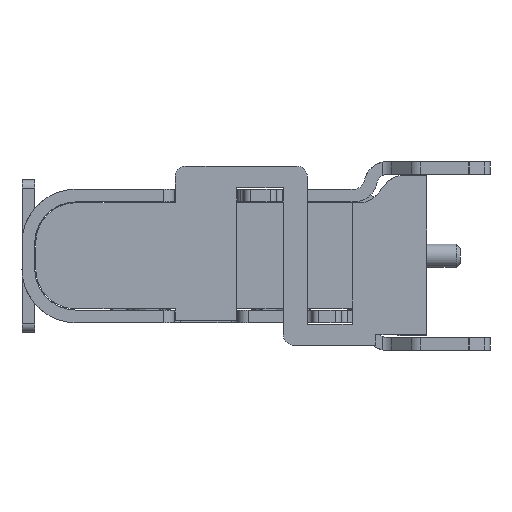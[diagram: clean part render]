
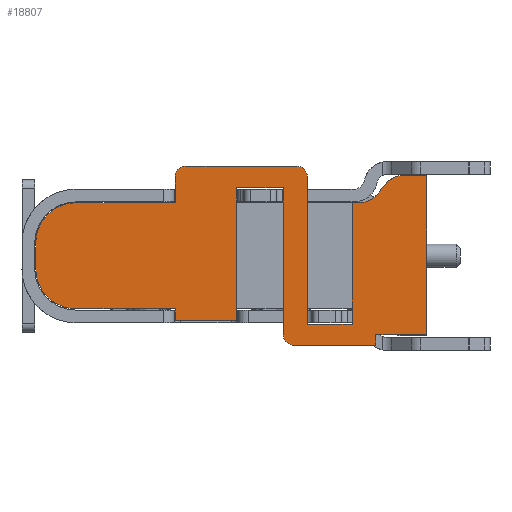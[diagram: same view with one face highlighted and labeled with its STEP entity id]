
A CAD part, left-side view. The second image highlights one B-rep face of the part: STEP entity #18807.
In plain terms, the highlighted planar face has unit normal (-1, 0, 0).
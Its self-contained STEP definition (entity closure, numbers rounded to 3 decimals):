
#1815=DIRECTION('',(0.,1.,0.));
#1816=VECTOR('',#1815,1.45);
#1817=CARTESIAN_POINT('',(-20.661,19.013,
-3.76));
#1818=LINE('',#1817,#1816);
#1832=DIRECTION('',(0.,-1.,0.));
#1833=VECTOR('',#1832,1.941);
#1834=CARTESIAN_POINT('',(-20.661,17.658,-4.34));
#1835=LINE('',#1834,#1833);
#1836=CARTESIAN_POINT('',(-20.661,17.658,-4.09));
#1837=DIRECTION('',(-1.,0.,0.));
#1838=DIRECTION('',(0.,1.,0.));
#1839=AXIS2_PLACEMENT_3D('',#1836,#1837,#1838);
#1841=DIRECTION('',(0.,0.,-1.));
#1842=VECTOR('',#1841,3.47);
#1843=CARTESIAN_POINT('',(-20.661,17.908,
-0.62));
#1844=LINE('',#1843,#1842);
#1845=DIRECTION('',(0.,-1.,0.));
#1846=VECTOR('',#1845,1.105);
#1847=CARTESIAN_POINT('',(-20.661,19.013,
-0.62));
#1848=LINE('',#1847,#1846);
#1849=DIRECTION('',(0.,0.,1.));
#1850=VECTOR('',#1849,3.14);
#1851=CARTESIAN_POINT('',(-20.661,19.013,
-3.76));
#1852=LINE('',#1851,#1850);
#1853=DIRECTION('',(0.,0.,-1.));
#1854=VECTOR('',#1853,0.28);
#1855=CARTESIAN_POINT('',(-20.661,20.463,-3.48));
#1856=LINE('',#1855,#1854);
#1857=DIRECTION('',(0.,-1.,0.));
#1858=VECTOR('',#1857,2.35);
#1859=CARTESIAN_POINT('',(-20.661,22.813,-3.48));
#1860=LINE('',#1859,#1858);
#1861=CARTESIAN_POINT('',(-20.661,22.813,-2.53));
#1862=DIRECTION('',(-1.,0.,0.));
#1863=DIRECTION('',(0.,1.,0.));
#1864=AXIS2_PLACEMENT_3D('',#1861,#1862,#1863);
#1866=DIRECTION('',(0.,0.,-1.));
#1867=VECTOR('',#1866,0.61);
#1868=CARTESIAN_POINT('',(-20.661,23.763,
-1.92));
#1869=LINE('',#1868,#1867);
#1870=CARTESIAN_POINT('',(-20.661,22.813,-1.92));
#1871=DIRECTION('',(-1.,0.,0.));
#1872=DIRECTION('',(0.,0.,1.));
#1873=AXIS2_PLACEMENT_3D('',#1870,#1871,#1872);
#1875=DIRECTION('',(0.,1.,0.));
#1876=VECTOR('',#1875,2.35);
#1877=CARTESIAN_POINT('',(-20.661,20.463,
-0.97));
#1878=LINE('',#1877,#1876);
#1879=DIRECTION('',(0.,0.,-1.));
#1880=VECTOR('',#1879,0.615);
#1881=CARTESIAN_POINT('',(-20.661,20.463,
-0.355));
#1882=LINE('',#1881,#1880);
#1883=CARTESIAN_POINT('',(-20.661,20.213,
-0.355));
#1884=DIRECTION('',(-1.,0.,0.));
#1885=DIRECTION('',(0.,0.,1.));
#1886=AXIS2_PLACEMENT_3D('',#1883,#1884,#1885);
#1888=DIRECTION('',(0.,1.,0.));
#1889=VECTOR('',#1888,2.625);
#1890=CARTESIAN_POINT('',(-20.661,17.588,
-0.105));
#1891=LINE('',#1890,#1889);
#1892=CARTESIAN_POINT('',(-20.661,17.588,
-0.355));
#1893=DIRECTION('',(-1.,0.,0.));
#1894=DIRECTION('',(0.,-1.,0.));
#1895=AXIS2_PLACEMENT_3D('',#1892,#1893,#1894);
#1897=DIRECTION('',(0.,0.,1.));
#1898=VECTOR('',#1897,3.485);
#1899=CARTESIAN_POINT('',(-20.661,17.338,-3.84));
#1900=LINE('',#1899,#1898);
#1901=DIRECTION('',(0.,1.,0.));
#1902=VECTOR('',#1901,1.06);
#1903=CARTESIAN_POINT('',(-20.661,16.278,-3.84));
#1904=LINE('',#1903,#1902);
#1905=DIRECTION('',(0.,0.,-1.));
#1906=VECTOR('',#1905,2.87);
#1907=CARTESIAN_POINT('',(-20.661,16.278,
-0.97));
#1908=LINE('',#1907,#1906);
#1909=DIRECTION('',(0.,1.,0.));
#1910=VECTOR('',#1909,0.19);
#1911=CARTESIAN_POINT('',(-20.661,16.088,
-0.97));
#1912=LINE('',#1911,#1910);
#1913=CARTESIAN_POINT('',(-20.661,16.088,
-0.47));
#1914=DIRECTION('',(1.,0.,0.));
#1915=DIRECTION('',(0.,-0.766,-0.643));
#1916=AXIS2_PLACEMENT_3D('',#1913,#1914,#1915);
#1918=DIRECTION('',(0.,0.643,-0.766));
#1919=VECTOR('',#1918,0.369);
#1920=CARTESIAN_POINT('',(-20.661,15.468,
-0.509));
#1921=LINE('',#1920,#1919);
#1922=CARTESIAN_POINT('',(-20.661,15.085,
-0.83));
#1923=DIRECTION('',(-1.,0.,0.));
#1924=DIRECTION('',(0.,0.,1.));
#1925=AXIS2_PLACEMENT_3D('',#1922,#1923,#1924);
#1927=DIRECTION('',(0.,1.,0.));
#1928=VECTOR('',#1927,0.568);
#1929=CARTESIAN_POINT('',(-20.661,14.517,
-0.33));
#1930=LINE('',#1929,#1928);
#1931=DIRECTION('',(0.,0.,1.));
#1932=VECTOR('',#1931,3.76);
#1933=CARTESIAN_POINT('',(-20.661,14.517,-4.09));
#1934=LINE('',#1933,#1932);
#1935=DIRECTION('',(0.,-1.,0.));
#1936=VECTOR('',#1935,1.2);
#1937=CARTESIAN_POINT('',(-20.661,15.717,-4.09));
#1938=LINE('',#1937,#1936);
#1939=DIRECTION('',(0.,0.,1.));
#1940=VECTOR('',#1939,0.25);
#1941=CARTESIAN_POINT('',(-20.661,15.717,-4.34));
#1942=LINE('',#1941,#1940);
#12226=CARTESIAN_POINT('',(-20.661,22.813,
-0.97));
#12227=CARTESIAN_POINT('',(-20.661,23.763,-1.92));
#12228=VERTEX_POINT('',#12226);
#12229=VERTEX_POINT('',#12227);
#12362=CARTESIAN_POINT('',(-20.661,20.463,
-0.355));
#12363=VERTEX_POINT('',#12362);
#12364=CARTESIAN_POINT('',(-20.661,20.463,
-0.97));
#12365=VERTEX_POINT('',#12364);
#12546=CARTESIAN_POINT('',(-20.661,16.278,-3.84));
#12547=CARTESIAN_POINT('',(-20.661,17.338,-3.84));
#12548=VERTEX_POINT('',#12546);
#12549=VERTEX_POINT('',#12547);
#12550=CARTESIAN_POINT('',(-20.661,17.908,-4.09));
#12551=CARTESIAN_POINT('',(-20.661,17.658,-4.34));
#12552=VERTEX_POINT('',#12550);
#12553=VERTEX_POINT('',#12551);
#12556=CARTESIAN_POINT('',(-20.661,15.717,-4.34));
#12557=VERTEX_POINT('',#12556);
#12558=CARTESIAN_POINT('',(-20.661,14.517,
-0.33));
#12559=CARTESIAN_POINT('',(-20.661,15.085,
-0.33));
#12560=VERTEX_POINT('',#12558);
#12561=VERTEX_POINT('',#12559);
#12566=CARTESIAN_POINT('',(-20.661,15.468,
-0.509));
#12567=VERTEX_POINT('',#12566);
#12570=CARTESIAN_POINT('',(-20.661,15.705,
-0.791));
#12571=CARTESIAN_POINT('',(-20.661,16.088,
-0.97));
#12572=VERTEX_POINT('',#12570);
#12573=VERTEX_POINT('',#12571);
#12580=CARTESIAN_POINT('',(-20.661,19.013,
-3.76));
#12581=CARTESIAN_POINT('',(-20.661,19.013,
-0.62));
#12582=VERTEX_POINT('',#12580);
#12583=VERTEX_POINT('',#12581);
#12584=CARTESIAN_POINT('',(-20.661,17.908,
-0.62));
#12585=VERTEX_POINT('',#12584);
#12588=CARTESIAN_POINT('',(-20.661,14.517,-4.09));
#12589=VERTEX_POINT('',#12588);
#12590=CARTESIAN_POINT('',(-20.661,20.463,
-3.76));
#12591=VERTEX_POINT('',#12590);
#12608=CARTESIAN_POINT('',(-20.661,15.717,-4.09));
#12609=VERTEX_POINT('',#12608);
#12652=CARTESIAN_POINT('',(-20.661,22.813,-3.48));
#12653=VERTEX_POINT('',#12652);
#12654=CARTESIAN_POINT('',(-20.661,20.463,-3.48));
#12655=VERTEX_POINT('',#12654);
#12656=CARTESIAN_POINT('',(-20.661,23.763,
-2.53));
#12657=VERTEX_POINT('',#12656);
#12666=CARTESIAN_POINT('',(-20.661,16.278,
-0.97));
#12667=VERTEX_POINT('',#12666);
#12668=CARTESIAN_POINT('',(-20.661,17.338,
-0.355));
#12669=VERTEX_POINT('',#12668);
#12670=CARTESIAN_POINT('',(-20.661,17.588,
-0.105));
#12671=VERTEX_POINT('',#12670);
#12672=CARTESIAN_POINT('',(-20.661,20.213,
-0.105));
#12673=VERTEX_POINT('',#12672);
#18750=CARTESIAN_POINT('',(-20.661,-464.957,
-0.97));
#18751=DIRECTION('',(1.,0.,0.));
#18752=DIRECTION('',(0.,0.,-1.));
#18753=AXIS2_PLACEMENT_3D('',#18750,#18751,#18752);
#18754=PLANE('',#18753);
#18756=ORIENTED_EDGE('',*,*,#18755,.F.);
#18758=ORIENTED_EDGE('',*,*,#18757,.F.);
#18760=ORIENTED_EDGE('',*,*,#18759,.F.);
#18762=ORIENTED_EDGE('',*,*,#18761,.F.);
#18764=ORIENTED_EDGE('',*,*,#18763,.F.);
#18765=ORIENTED_EDGE('',*,*,#18714,.T.);
#18766=ORIENTED_EDGE('',*,*,#18734,.F.);
#18768=ORIENTED_EDGE('',*,*,#18767,.F.);
#18770=ORIENTED_EDGE('',*,*,#18769,.F.);
#18772=ORIENTED_EDGE('',*,*,#18771,.F.);
#18774=ORIENTED_EDGE('',*,*,#18773,.F.);
#18775=ORIENTED_EDGE('',*,*,#15843,.F.);
#18777=ORIENTED_EDGE('',*,*,#18776,.F.);
#18779=ORIENTED_EDGE('',*,*,#18778,.F.);
#18781=ORIENTED_EDGE('',*,*,#18780,.F.);
#18783=ORIENTED_EDGE('',*,*,#18782,.F.);
#18785=ORIENTED_EDGE('',*,*,#18784,.F.);
#18787=ORIENTED_EDGE('',*,*,#18786,.F.);
#18789=ORIENTED_EDGE('',*,*,#18788,.F.);
#18790=ORIENTED_EDGE('',*,*,#15820,.F.);
#18792=ORIENTED_EDGE('',*,*,#18791,.F.);
#18794=ORIENTED_EDGE('',*,*,#18793,.F.);
#18796=ORIENTED_EDGE('',*,*,#18795,.F.);
#18798=ORIENTED_EDGE('',*,*,#18797,.F.);
#18800=ORIENTED_EDGE('',*,*,#18799,.F.);
#18802=ORIENTED_EDGE('',*,*,#18801,.F.);
#18804=ORIENTED_EDGE('',*,*,#18803,.F.);
#18805=EDGE_LOOP('',(#18756,#18758,#18760,#18762,#18764,#18765,#18766,#18768,
#18770,#18772,#18774,#18775,#18777,#18779,#18781,#18783,#18785,#18787,#18789,
#18790,#18792,#18794,#18796,#18798,#18800,#18802,#18804));
#18806=FACE_OUTER_BOUND('',#18805,.F.);
#1840=CIRCLE('',#1839,0.25);
#1865=CIRCLE('',#1864,0.95);
#1874=CIRCLE('',#1873,0.95);
#1887=CIRCLE('',#1886,0.25);
#1896=CIRCLE('',#1895,0.25);
#1917=CIRCLE('',#1916,0.5);
#1926=CIRCLE('',#1925,0.5);
#15820=EDGE_CURVE('',#12573,#12667,#1912,.T.);
#15843=EDGE_CURVE('',#12365,#12228,#1878,.T.);
#18714=EDGE_CURVE('',#12582,#12591,#1818,.T.);
#18734=EDGE_CURVE('',#12655,#12591,#1856,.T.);
#18755=EDGE_CURVE('',#12553,#12557,#1835,.T.);
#18757=EDGE_CURVE('',#12552,#12553,#1840,.T.);
#18759=EDGE_CURVE('',#12585,#12552,#1844,.T.);
#18761=EDGE_CURVE('',#12583,#12585,#1848,.T.);
#18763=EDGE_CURVE('',#12582,#12583,#1852,.T.);
#18767=EDGE_CURVE('',#12653,#12655,#1860,.T.);
#18769=EDGE_CURVE('',#12657,#12653,#1865,.T.);
#18771=EDGE_CURVE('',#12229,#12657,#1869,.T.);
#18773=EDGE_CURVE('',#12228,#12229,#1874,.T.);
#18776=EDGE_CURVE('',#12363,#12365,#1882,.T.);
#18778=EDGE_CURVE('',#12673,#12363,#1887,.T.);
#18780=EDGE_CURVE('',#12671,#12673,#1891,.T.);
#18782=EDGE_CURVE('',#12669,#12671,#1896,.T.);
#18784=EDGE_CURVE('',#12549,#12669,#1900,.T.);
#18786=EDGE_CURVE('',#12548,#12549,#1904,.T.);
#18788=EDGE_CURVE('',#12667,#12548,#1908,.T.);
#18791=EDGE_CURVE('',#12572,#12573,#1917,.T.);
#18793=EDGE_CURVE('',#12567,#12572,#1921,.T.);
#18795=EDGE_CURVE('',#12561,#12567,#1926,.T.);
#18797=EDGE_CURVE('',#12560,#12561,#1930,.T.);
#18799=EDGE_CURVE('',#12589,#12560,#1934,.T.);
#18801=EDGE_CURVE('',#12609,#12589,#1938,.T.);
#18803=EDGE_CURVE('',#12557,#12609,#1942,.T.);
#18807=ADVANCED_FACE('',(#18806),#18754,.F.);
